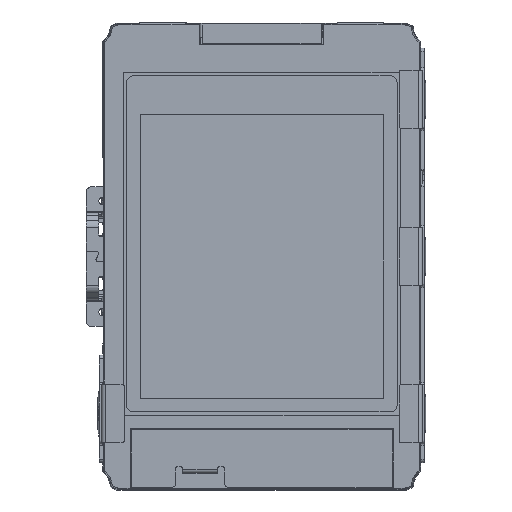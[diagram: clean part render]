
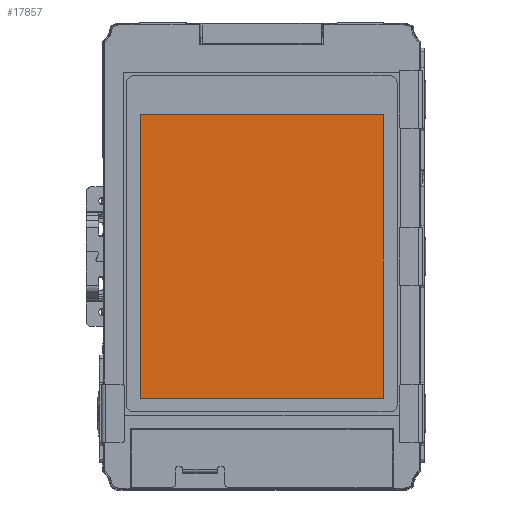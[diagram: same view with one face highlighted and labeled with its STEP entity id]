
A CAD part, top view. The second image highlights one B-rep face of the part: STEP entity #17857.
In plain terms, the highlighted planar face has unit normal (0, 0, 1).
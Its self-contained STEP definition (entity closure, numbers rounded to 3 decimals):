
#3771=DIRECTION('',(1.,0.,0.));
#3772=VECTOR('',#3771,20.88);
#3773=CARTESIAN_POINT('',(-110.44,12.18,0.826));
#3774=LINE('',#3773,#3772);
#3779=DIRECTION('',(0.,-1.,0.));
#3780=VECTOR('',#3779,24.36);
#3781=CARTESIAN_POINT('',(-110.44,12.18,0.826));
#3782=LINE('',#3781,#3780);
#3783=DIRECTION('',(0.,1.,0.));
#3784=VECTOR('',#3783,24.36);
#3785=CARTESIAN_POINT('',(-89.56,-12.18,0.826));
#3786=LINE('',#3785,#3784);
#3787=DIRECTION('',(1.,0.,0.));
#3788=VECTOR('',#3787,20.88);
#3789=CARTESIAN_POINT('',(-110.44,-12.18,0.826));
#3790=LINE('',#3789,#3788);
#11882=CARTESIAN_POINT('',(-89.56,12.18,0.826));
#11883=VERTEX_POINT('',#11882);
#11884=CARTESIAN_POINT('',(-89.56,-12.18,0.826));
#11885=VERTEX_POINT('',#11884);
#11952=CARTESIAN_POINT('',(-110.44,12.18,0.826));
#11953=CARTESIAN_POINT('',(-110.44,-12.18,0.826));
#11954=VERTEX_POINT('',#11952);
#11955=VERTEX_POINT('',#11953);
#17846=CARTESIAN_POINT('',(-100.,0.,0.826));
#17847=DIRECTION('',(0.,0.,1.));
#17848=DIRECTION('',(1.,0.,0.));
#17849=AXIS2_PLACEMENT_3D('',#17846,#17847,#17848);
#17850=PLANE('',#17849);
#17851=ORIENTED_EDGE('',*,*,#17826,.F.);
#17852=ORIENTED_EDGE('',*,*,#17839,.T.);
#17853=ORIENTED_EDGE('',*,*,#17797,.F.);
#17854=ORIENTED_EDGE('',*,*,#17812,.F.);
#17855=EDGE_LOOP('',(#17851,#17852,#17853,#17854));
#17856=FACE_OUTER_BOUND('',#17855,.F.);
#17857=ADVANCED_FACE('',(#17856),#17850,.T.);
#17797=EDGE_CURVE('',#11885,#11883,#3786,.T.);
#17812=EDGE_CURVE('',#11955,#11885,#3790,.T.);
#17826=EDGE_CURVE('',#11954,#11955,#3782,.T.);
#17839=EDGE_CURVE('',#11954,#11883,#3774,.T.);
